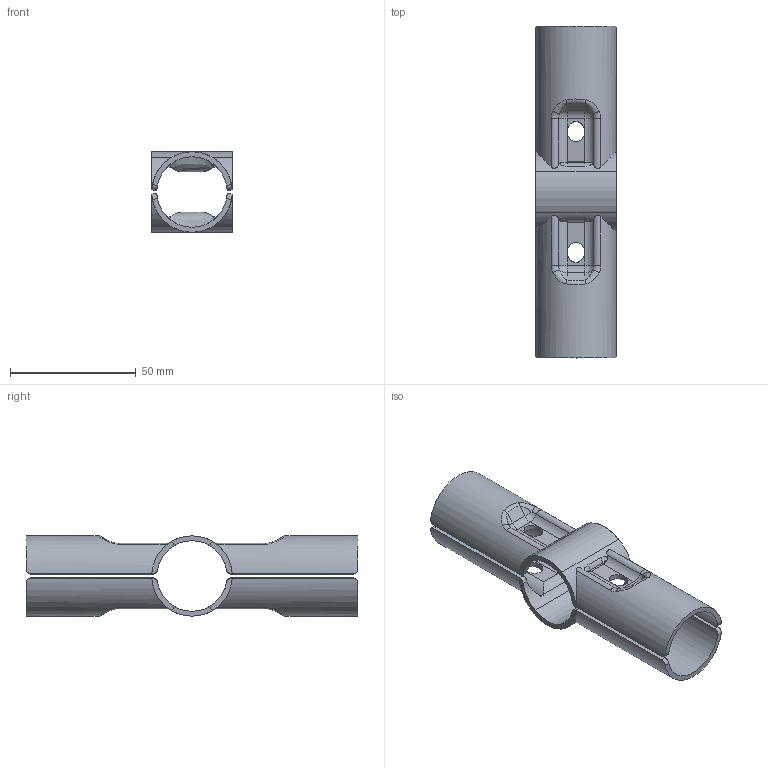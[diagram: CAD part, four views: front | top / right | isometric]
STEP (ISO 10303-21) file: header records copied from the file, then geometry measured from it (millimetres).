
FILE_DESCRIPTION((''),'2;1');
FILE_NAME('86324.stp','2021-08-11T08:36:59',('arma01'),(''),'Autodesk Inventor 2013','Autodesk Inventor 2013','');
FILE_SCHEMA(('AUTOMOTIVE_DESIGN { 1 0 10303 214 1 1 1 1 }'));
Length unit declared in the file: millimetre
Products named in the file (2): 86324; 86324 - I
Assembly tree (4 placements, depth 2):
  86324
    86324 - I  x4
Bounding box: 32 x 132 x 32 mm (x, y, z)
Volume: 26366.9 mm3; surface area: 27316.1 mm2
Topology: 4 solids, 4 shells, 180 faces, 464 edges, 288 vertices
Faces by surface type: cylinder 72, plane 48, bspline 44, torus 8, sphere 8
Entity records: 1979 total; most frequent: CARTESIAN_POINT 883, ORIENTED_EDGE 228, DIRECTION 205, EDGE_CURVE 114, AXIS2_PLACEMENT_3D 84, VERTEX_POINT 71, EDGE_LOOP 47, FACE_OUTER_BOUND 45
